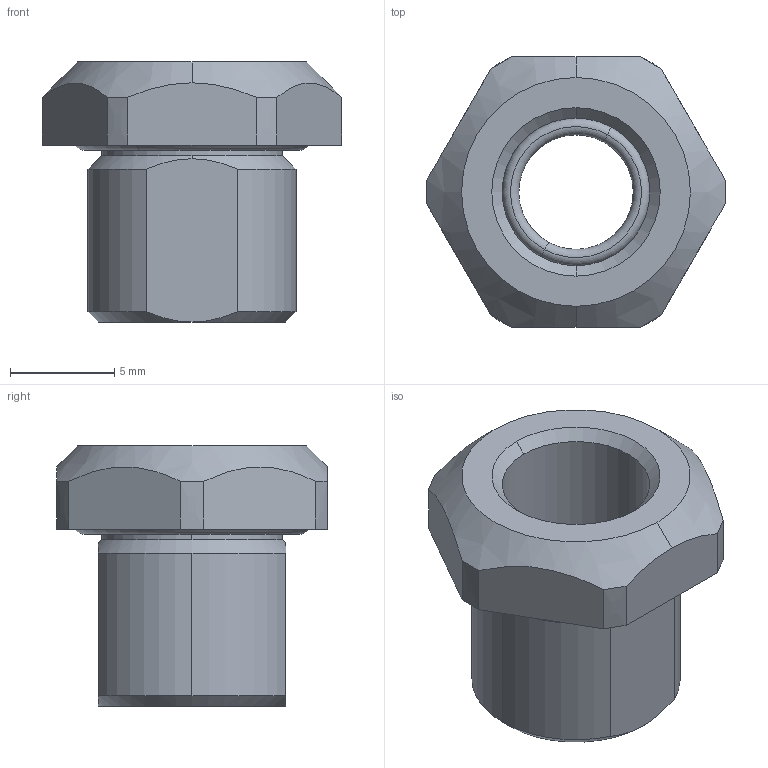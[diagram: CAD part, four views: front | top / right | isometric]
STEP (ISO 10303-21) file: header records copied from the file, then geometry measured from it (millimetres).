
FILE_DESCRIPTION(('CATIA V5R24 STEP','CAx-IF Rec.Pracs.--- Model Styling and Organization---1.2---2011-12-15'),'2;1');
FILE_NAME ('D1461962_0_2424460000_2424460000.stp','2017-08-29T12:25:14+00:00',('none'),('Weidmueller'),'CATIA Version 5-6 Release 2014 SP4 HF52','CATIA V5 STEP AP214','none');
FILE_SCHEMA(('AUTOMOTIVE_DESIGN { 1 0 10303 214 1 1 1 1 }'));
Length unit declared in the file: millimetre
Products named in the file (1): 2424460000
Bounding box: 14.39 x 13 x 12.5 mm (x, y, z)
Volume: 687 mm3; surface area: 1210 mm2
Topology: 4 solids, 4 shells, 66 faces, 155 edges, 97 vertices
Faces by surface type: cylinder 20, plane 16, torus 12, cone 12, extrusion 6
Entity records: 1973 total; most frequent: CARTESIAN_POINT 566, ORIENTED_EDGE 310, DIRECTION 210, EDGE_CURVE 155, AXIS2_PLACEMENT_3D 116, VERTEX_POINT 97, EDGE_LOOP 74, CIRCLE 71
